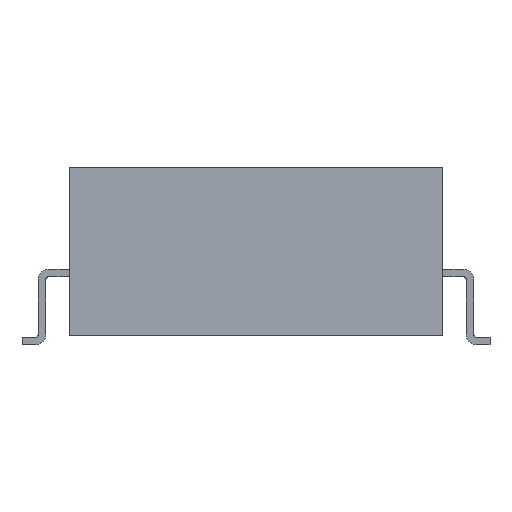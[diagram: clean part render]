
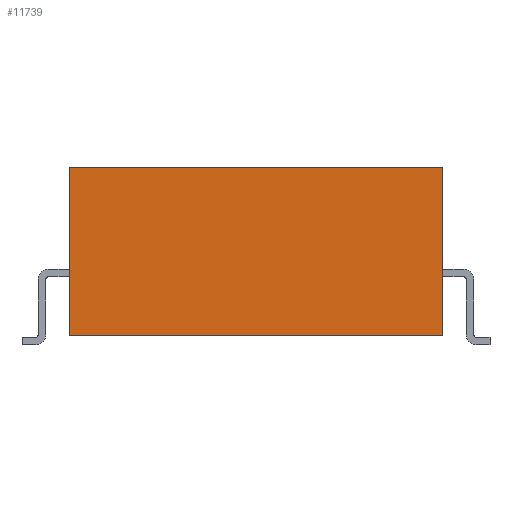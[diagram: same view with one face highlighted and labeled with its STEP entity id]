
A CAD part, left-side view. The second image highlights one B-rep face of the part: STEP entity #11739.
In plain terms, the highlighted planar face has unit normal (-1, 0, 0).
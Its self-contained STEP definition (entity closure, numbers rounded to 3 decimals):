
#296 = VECTOR ( 'NONE', #4988, 1000. ) ;
#903 = VERTEX_POINT ( 'NONE', #23481 ) ;
#1255 = CARTESIAN_POINT ( 'NONE',  ( -8.85, -6.3, -2.85 ) ) ;
#3460 = DIRECTION ( 'NONE',  ( 0., -1., 0. ) ) ;
#3487 = DIRECTION ( 'NONE',  ( 0., 0., -1. ) ) ;
#4650 = VERTEX_POINT ( 'NONE', #1255 ) ;
#4988 = DIRECTION ( 'NONE',  ( 0., -1., 0. ) ) ;
#5991 = LINE ( 'NONE', #10206, #6937 ) ;
#6937 = VECTOR ( 'NONE', #11943, 1000. ) ;
#7613 = ORIENTED_EDGE ( 'NONE', *, *, #8882, .T. ) ;
#8882 = EDGE_CURVE ( 'NONE', #903, #4650, #21988, .T. ) ;
#9176 = FACE_OUTER_BOUND ( 'NONE', #23427, .T. ) ;
#10206 = CARTESIAN_POINT ( 'NONE',  ( -8.85, -6.3, 2.85 ) ) ;
#11739 = ADVANCED_FACE ( 'NONE', ( #9176 ), #16642, .F. ) ;
#11943 = DIRECTION ( 'NONE',  ( 0., 0., -1. ) ) ;
#12128 = EDGE_CURVE ( 'NONE', #13359, #14674, #20443, .T. ) ;
#12431 = AXIS2_PLACEMENT_3D ( 'NONE', #18492, #22458, #3487 ) ;
#12954 = EDGE_CURVE ( 'NONE', #13359, #903, #15278, .T. ) ;
#13291 = EDGE_CURVE ( 'NONE', #14674, #4650, #5991, .T. ) ;
#13359 = VERTEX_POINT ( 'NONE', #16050 ) ;
#14650 = CARTESIAN_POINT ( 'NONE',  ( -8.85, -6.3, 2.85 ) ) ;
#14674 = VERTEX_POINT ( 'NONE', #14650 ) ;
#15278 = LINE ( 'NONE', #15395, #18046 ) ;
#15395 = CARTESIAN_POINT ( 'NONE',  ( -8.85, 6.3, 2.85 ) ) ;
#16050 = CARTESIAN_POINT ( 'NONE',  ( -8.85, 6.3, 2.85 ) ) ;
#16136 = ORIENTED_EDGE ( 'NONE', *, *, #12128, .F. ) ;
#16172 = CARTESIAN_POINT ( 'NONE',  ( -8.85, -6.3, -2.85 ) ) ;
#16642 = PLANE ( 'NONE',  #12431 ) ;
#18046 = VECTOR ( 'NONE', #22823, 1000. ) ;
#18492 = CARTESIAN_POINT ( 'NONE',  ( -8.85, -6.3, 2.85 ) ) ;
#18708 = CARTESIAN_POINT ( 'NONE',  ( -8.85, -6.3, 2.85 ) ) ;
#20409 = ORIENTED_EDGE ( 'NONE', *, *, #12954, .T. ) ;
#20443 = LINE ( 'NONE', #18708, #21964 ) ;
#21964 = VECTOR ( 'NONE', #3460, 1000. ) ;
#21988 = LINE ( 'NONE', #16172, #296 ) ;
#22458 = DIRECTION ( 'NONE',  ( 1., 0., 0. ) ) ;
#22823 = DIRECTION ( 'NONE',  ( 0., 0., -1. ) ) ;
#23094 = ORIENTED_EDGE ( 'NONE', *, *, #13291, .F. ) ;
#23427 = EDGE_LOOP ( 'NONE', ( #7613, #23094, #16136, #20409 ) ) ;
#23481 = CARTESIAN_POINT ( 'NONE',  ( -8.85, 6.3, -2.85 ) ) ;
